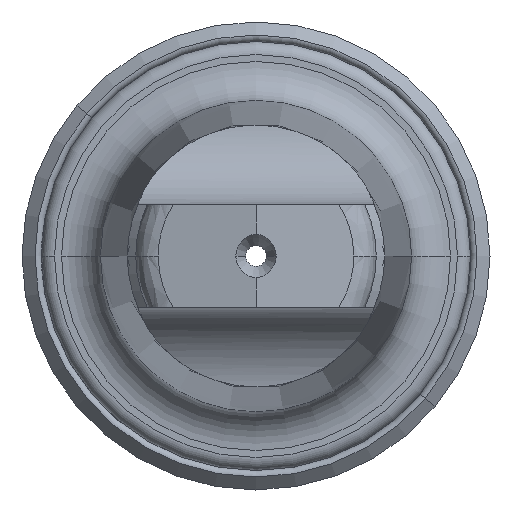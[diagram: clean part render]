
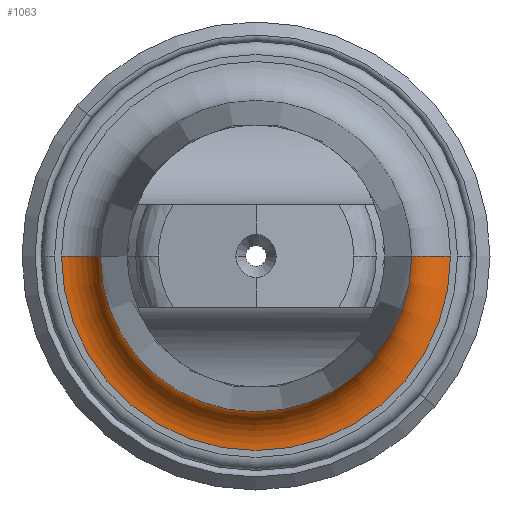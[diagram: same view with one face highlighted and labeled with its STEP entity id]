
A CAD part, left-side view. The second image highlights one B-rep face of the part: STEP entity #1063.
In plain terms, the highlighted toroidal (fillet/blend) face has major radius 14.963 mm and minor radius 3 mm.
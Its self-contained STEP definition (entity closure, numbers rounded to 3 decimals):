
#59 = CARTESIAN_POINT ( 'NONE',  ( 99., -14.963, 0. ) ) ;
#76 = DIRECTION ( 'NONE',  ( 0., 0., -1. ) ) ;
#530 = CIRCLE ( 'NONE', #3788, 11.964 ) ;
#597 = EDGE_CURVE ( 'NONE', #1853, #4586, #530, .T. ) ;
#621 = CARTESIAN_POINT ( 'NONE',  ( 96., 0., 0. ) ) ;
#720 = DIRECTION ( 'NONE',  ( 0., 1., 0. ) ) ;
#737 = DIRECTION ( 'NONE',  ( 1., 0., 0. ) ) ;
#757 = CARTESIAN_POINT ( 'NONE',  ( 96.075, 0., 0. ) ) ;
#858 = AXIS2_PLACEMENT_3D ( 'NONE', #2170, #76, #2541 ) ;
#1063 = ADVANCED_FACE ( 'NONE', ( #4285 ), #4390, .F. ) ;
#1471 = EDGE_LOOP ( 'NONE', ( #4011, #4002, #3993, #3959 ) ) ;
#1643 = AXIS2_PLACEMENT_3D ( 'NONE', #2147, #2151, #2164 ) ;
#1841 = CARTESIAN_POINT ( 'NONE',  ( 96.075, -11.964, 0. ) ) ;
#1853 = VERTEX_POINT ( 'NONE', #1841 ) ;
#2048 = DIRECTION ( 'NONE',  ( 1., 0., 0. ) ) ;
#2147 = CARTESIAN_POINT ( 'NONE',  ( 96., -14.963, 0. ) ) ;
#2151 = DIRECTION ( 'NONE',  ( 0., 0., 1. ) ) ;
#2164 = DIRECTION ( 'NONE',  ( 0., -1., 0. ) ) ;
#2170 = CARTESIAN_POINT ( 'NONE',  ( 96., 14.963, 0. ) ) ;
#2198 = CARTESIAN_POINT ( 'NONE',  ( 99., 0., 0. ) ) ;
#2203 = DIRECTION ( 'NONE',  ( 1., 0., 0. ) ) ;
#2216 = DIRECTION ( 'NONE',  ( 0., 1., 0. ) ) ;
#2299 = AXIS2_PLACEMENT_3D ( 'NONE', #2198, #2203, #2216 ) ;
#2541 = DIRECTION ( 'NONE',  ( -1., 0., 0. ) ) ;
#2568 = CIRCLE ( 'NONE', #858, 3. ) ;
#2717 = EDGE_CURVE ( 'NONE', #4185, #1853, #3225, .T. ) ;
#2736 = EDGE_CURVE ( 'NONE', #4185, #4413, #3280, .T. ) ;
#3225 = CIRCLE ( 'NONE', #1643, 3. ) ;
#3280 = CIRCLE ( 'NONE', #2299, 14.963 ) ;
#3563 = AXIS2_PLACEMENT_3D ( 'NONE', #621, #2048, #3960 ) ;
#3788 = AXIS2_PLACEMENT_3D ( 'NONE', #757, #737, #720 ) ;
#3959 = ORIENTED_EDGE ( 'NONE', *, *, #4188, .F. ) ;
#3960 = DIRECTION ( 'NONE',  ( 0., 1., 0. ) ) ;
#3993 = ORIENTED_EDGE ( 'NONE', *, *, #597, .T. ) ;
#4002 = ORIENTED_EDGE ( 'NONE', *, *, #2717, .T. ) ;
#4011 = ORIENTED_EDGE ( 'NONE', *, *, #2736, .F. ) ;
#4094 = CARTESIAN_POINT ( 'NONE',  ( 99., 14.963, 0. ) ) ;
#4185 = VERTEX_POINT ( 'NONE', #59 ) ;
#4188 = EDGE_CURVE ( 'NONE', #4413, #4586, #2568, .T. ) ;
#4199 = CARTESIAN_POINT ( 'NONE',  ( 96.075, 11.964, 0. ) ) ;
#4285 = FACE_OUTER_BOUND ( 'NONE', #1471, .T. ) ;
#4390 = TOROIDAL_SURFACE ( 'NONE', #3563, 14.963, 3. ) ;
#4413 = VERTEX_POINT ( 'NONE', #4094 ) ;
#4586 = VERTEX_POINT ( 'NONE', #4199 ) ;
